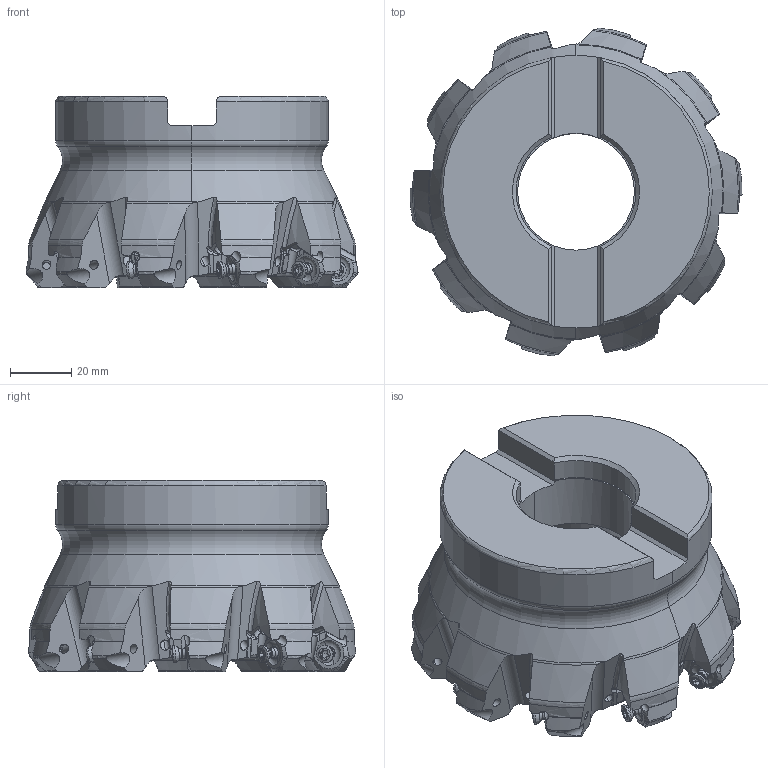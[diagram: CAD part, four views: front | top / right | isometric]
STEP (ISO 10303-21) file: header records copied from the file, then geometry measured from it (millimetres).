
FILE_DESCRIPTION(/* description */ (''),/* implementation_level */ '2;1');
FILE_NAME(/* name */ 'AHX440SUR0410EA.stp',/* time_stamp */ '2017-10-20T17:32:35+09:00',/* author */ (''),/* organization */ (''),/* preprocessor_version */ 'ST-DEVELOPER v16',/* originating_system */ 'SIEMENS PLM Software NX 10.0',/* authorisation */ '');
FILE_SCHEMA (('AUTOMOTIVE_DESIGN { 1 0 10303 214 3 1 1 1 }'));
Products named in the file (1): AHX440SUR0410EA_ASM
Bounding box: 108.35 x 106.98 x 62.35 mm (x, y, z)
Volume: 289857.6 mm3; surface area: 47241.7 mm2
Topology: 11 solids, 11 shells, 1292 faces, 3668 edges, 2388 vertices
Faces by surface type: cylinder 542, plane 290, torus 228, cone 112, extrusion 60, bspline 40, sphere 20
Entity records: 55207 total; most frequent: CARTESIAN_POINT 22590, ORIENTED_EDGE 7296, DIRECTION 6317, EDGE_CURVE 3648, AXIS2_PLACEMENT_3D 2602, VERTEX_POINT 2388, EDGE_LOOP 1344, B_SPLINE_CURVE_WITH_KNOTS 1293
